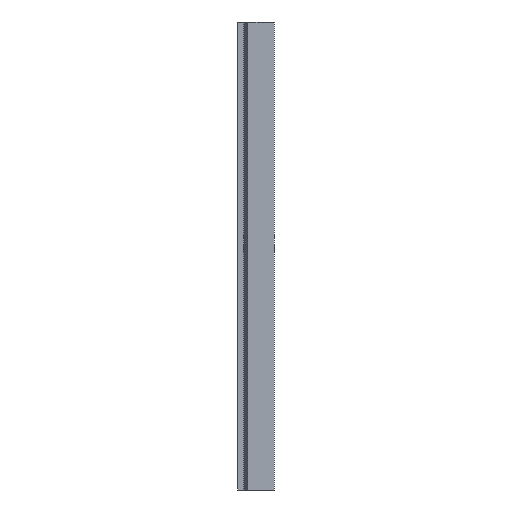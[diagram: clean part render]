
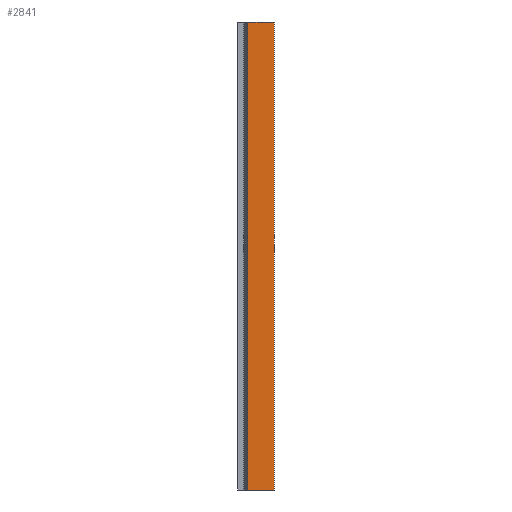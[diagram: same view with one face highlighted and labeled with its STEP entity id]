
A CAD part, left-side view. The second image highlights one B-rep face of the part: STEP entity #2841.
In plain terms, the highlighted planar face has unit normal (-1, 0, 0).
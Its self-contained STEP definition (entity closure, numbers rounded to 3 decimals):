
#104 = ORIENTED_EDGE ( 'NONE', *, *, #6288, .F. ) ;
#1071 = CARTESIAN_POINT ( 'NONE',  ( -29.5, 16.985, 0. ) ) ;
#1271 = VERTEX_POINT ( 'NONE', #6928 ) ;
#1934 = PLANE ( 'NONE',  #5563 ) ;
#2349 = DIRECTION ( 'NONE',  ( 0., 0., -1. ) ) ;
#2485 = ORIENTED_EDGE ( 'NONE', *, *, #10845, .F. ) ;
#2841 = ADVANCED_FACE ( 'NONE', ( #7108 ), #1934, .F. ) ;
#2934 = ORIENTED_EDGE ( 'NONE', *, *, #11632, .T. ) ;
#4083 = DIRECTION ( 'NONE',  ( 0., -1., 0. ) ) ;
#5563 = AXIS2_PLACEMENT_3D ( 'NONE', #6035, #7914, #12045 ) ;
#5914 = ORIENTED_EDGE ( 'NONE', *, *, #7072, .T. ) ;
#6035 = CARTESIAN_POINT ( 'NONE',  ( -29.5, 16.985, 299. ) ) ;
#6288 = EDGE_CURVE ( 'NONE', #6661, #11241, #11582, .T. ) ;
#6392 = VECTOR ( 'NONE', #9316, 1000. ) ;
#6640 = CARTESIAN_POINT ( 'NONE',  ( -29.5, 16.985, 299. ) ) ;
#6661 = VERTEX_POINT ( 'NONE', #6929 ) ;
#6706 = LINE ( 'NONE', #6640, #11757 ) ;
#6872 = VECTOR ( 'NONE', #4083, 1000. ) ;
#6928 = CARTESIAN_POINT ( 'NONE',  ( -29.5, 16.985, 299. ) ) ;
#6929 = CARTESIAN_POINT ( 'NONE',  ( -29.5, 0., 299. ) ) ;
#7025 = CARTESIAN_POINT ( 'NONE',  ( -29.5, 16.985, 299. ) ) ;
#7072 = EDGE_CURVE ( 'NONE', #12336, #11241, #10286, .T. ) ;
#7108 = FACE_OUTER_BOUND ( 'NONE', #12309, .T. ) ;
#7181 = CARTESIAN_POINT ( 'NONE',  ( -29.5, 0., 0. ) ) ;
#7525 = DIRECTION ( 'NONE',  ( 0., -1., 0. ) ) ;
#7914 = DIRECTION ( 'NONE',  ( 1., 0., 0. ) ) ;
#9316 = DIRECTION ( 'NONE',  ( 0., 0., -1. ) ) ;
#10285 = CARTESIAN_POINT ( 'NONE',  ( -29.5, 0., 299. ) ) ;
#10286 = LINE ( 'NONE', #1071, #6872 ) ;
#10335 = LINE ( 'NONE', #7025, #6392 ) ;
#10845 = EDGE_CURVE ( 'NONE', #1271, #6661, #6706, .T. ) ;
#11241 = VERTEX_POINT ( 'NONE', #7181 ) ;
#11582 = LINE ( 'NONE', #10285, #12722 ) ;
#11632 = EDGE_CURVE ( 'NONE', #1271, #12336, #10335, .T. ) ;
#11757 = VECTOR ( 'NONE', #7525, 1000. ) ;
#11761 = CARTESIAN_POINT ( 'NONE',  ( -29.5, 16.985, 0. ) ) ;
#12045 = DIRECTION ( 'NONE',  ( 0., 1., 0. ) ) ;
#12309 = EDGE_LOOP ( 'NONE', ( #5914, #104, #2485, #2934 ) ) ;
#12336 = VERTEX_POINT ( 'NONE', #11761 ) ;
#12722 = VECTOR ( 'NONE', #2349, 1000. ) ;
